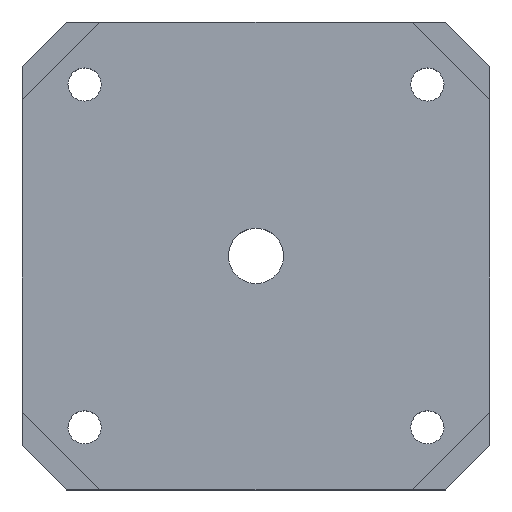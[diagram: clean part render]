
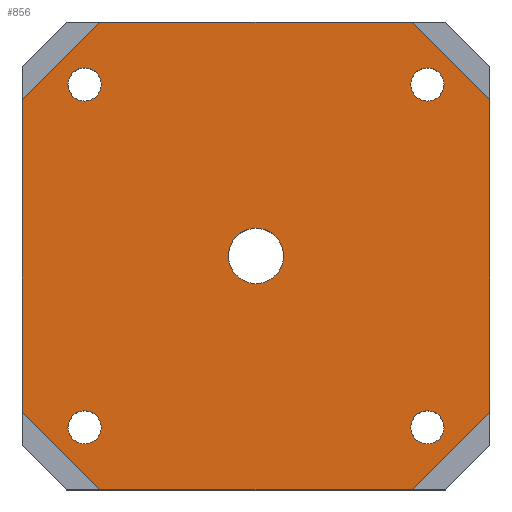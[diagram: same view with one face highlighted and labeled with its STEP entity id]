
A CAD part, top view. The second image highlights one B-rep face of the part: STEP entity #856.
In plain terms, the highlighted planar face has unit normal (0, 0, 1).
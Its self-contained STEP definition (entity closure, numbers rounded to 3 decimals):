
#54=CARTESIAN_POINT('',(14.0,-15.5,10.0));
#55=VERTEX_POINT('',#54);
#70=CARTESIAN_POINT('',(15.5,-15.5,10.0));
#71=DIRECTION('',(0.0,0.0,-1.0));
#72=DIRECTION('',(-1.0,0.0,0.0));
#73=AXIS2_PLACEMENT_3D('',#70,#71,#72);
#74=CIRCLE('',#73,1.5);
#75=EDGE_CURVE('',#55,#55,#74,.T.);
#87=CARTESIAN_POINT('',(-17.0,-15.5,10.0));
#88=VERTEX_POINT('',#87);
#103=CARTESIAN_POINT('',(-15.5,-15.5,10.0));
#104=DIRECTION('',(0.0,0.0,-1.0));
#105=DIRECTION('',(-1.0,0.0,0.0));
#106=AXIS2_PLACEMENT_3D('',#103,#104,#105);
#107=CIRCLE('',#106,1.5);
#108=EDGE_CURVE('',#88,#88,#107,.T.);
#120=CARTESIAN_POINT('',(-17.0,15.5,10.0));
#121=VERTEX_POINT('',#120);
#136=CARTESIAN_POINT('',(-15.5,15.5,10.0));
#137=DIRECTION('',(0.0,0.0,-1.0));
#138=DIRECTION('',(-1.0,0.0,0.0));
#139=AXIS2_PLACEMENT_3D('',#136,#137,#138);
#140=CIRCLE('',#139,1.5);
#141=EDGE_CURVE('',#121,#121,#140,.T.);
#153=CARTESIAN_POINT('',(14.0,15.5,10.0));
#154=VERTEX_POINT('',#153);
#169=CARTESIAN_POINT('',(15.5,15.5,10.0));
#170=DIRECTION('',(0.0,0.0,-1.0));
#171=DIRECTION('',(-1.0,0.0,0.0));
#172=AXIS2_PLACEMENT_3D('',#169,#170,#171);
#173=CIRCLE('',#172,1.5);
#174=EDGE_CURVE('',#154,#154,#173,.T.);
#329=CARTESIAN_POINT('',(-21.15,-14.15,10.0));
#330=VERTEX_POINT('',#329);
#337=CARTESIAN_POINT('',(-21.15,14.15,10.0));
#338=VERTEX_POINT('',#337);
#339=CARTESIAN_POINT('',(-21.15,14.15,10.0));
#340=DIRECTION('',(0.,-1.0,0.0));
#341=VECTOR('',#340,28.3);
#342=LINE('',#339,#341);
#343=EDGE_CURVE('',#338,#330,#342,.T.);
#407=CARTESIAN_POINT('',(14.15,-21.15,10.0));
#408=VERTEX_POINT('',#407);
#415=CARTESIAN_POINT('',(-14.15,-21.15,10.0));
#416=VERTEX_POINT('',#415);
#417=CARTESIAN_POINT('',(-14.15,-21.15,10.0));
#418=DIRECTION('',(1.0,0.0,-0.0));
#419=VECTOR('',#418,28.3);
#420=LINE('',#417,#419);
#421=EDGE_CURVE('',#416,#408,#420,.T.);
#478=CARTESIAN_POINT('',(21.15,14.15,10.0));
#479=VERTEX_POINT('',#478);
#486=CARTESIAN_POINT('',(21.15,-14.15,10.0));
#487=VERTEX_POINT('',#486);
#488=CARTESIAN_POINT('',(21.15,-14.15,10.0));
#489=DIRECTION('',(0.,1.0,0.0));
#490=VECTOR('',#489,28.3);
#491=LINE('',#488,#490);
#492=EDGE_CURVE('',#487,#479,#491,.T.);
#558=CARTESIAN_POINT('',(-14.15,21.15,10.0));
#559=VERTEX_POINT('',#558);
#566=CARTESIAN_POINT('',(14.15,21.15,10.0));
#567=VERTEX_POINT('',#566);
#568=CARTESIAN_POINT('',(14.15,21.15,10.0));
#569=DIRECTION('',(-1.0,0.0,0.0));
#570=VECTOR('',#569,28.3);
#571=LINE('',#568,#570);
#572=EDGE_CURVE('',#567,#559,#571,.T.);
#757=CARTESIAN_POINT('',(21.15,14.15,10.0));
#758=DIRECTION('',(-0.707,0.707,0.0));
#759=VECTOR('',#758,9.899);
#760=LINE('',#757,#759);
#761=EDGE_CURVE('',#479,#567,#760,.T.);
#774=CARTESIAN_POINT('',(14.15,-21.15,10.0));
#775=DIRECTION('',(0.707,0.707,0.0));
#776=VECTOR('',#775,9.899);
#777=LINE('',#774,#776);
#778=EDGE_CURVE('',#408,#487,#777,.T.);
#791=CARTESIAN_POINT('',(-21.15,-14.15,10.0));
#792=DIRECTION('',(0.707,-0.707,0.0));
#793=VECTOR('',#792,9.899);
#794=LINE('',#791,#793);
#795=EDGE_CURVE('',#330,#416,#794,.T.);
#808=CARTESIAN_POINT('',(-14.15,21.15,10.0));
#809=DIRECTION('',(-0.707,-0.707,0.0));
#810=VECTOR('',#809,9.899);
#811=LINE('',#808,#810);
#812=EDGE_CURVE('',#559,#338,#811,.T.);
#818=CARTESIAN_POINT('',(0.0,0.0,10.0));
#819=DIRECTION('',(0.0,0.0,-1.0));
#820=DIRECTION('',(-1.0,0.0,0.0));
#821=AXIS2_PLACEMENT_3D('',#818,#819,#820);
#822=PLANE('',#821);
#823=CARTESIAN_POINT('',(-2.5,0.,10.0));
#824=VERTEX_POINT('',#823);
#825=CARTESIAN_POINT('',(0.0,0.0,10.0));
#826=DIRECTION('',(0.0,0.0,-1.0));
#827=DIRECTION('',(-1.0,0.0,0.0));
#828=AXIS2_PLACEMENT_3D('',#825,#826,#827);
#829=CIRCLE('',#828,2.5);
#830=EDGE_CURVE('',#824,#824,#829,.T.);
#831=ORIENTED_EDGE('',*,*,#830,.T.);
#832=EDGE_LOOP('',(#831));
#833=FACE_BOUND('',#832,.T.);
#834=ORIENTED_EDGE('',*,*,#75,.T.);
#835=EDGE_LOOP('',(#834));
#836=FACE_BOUND('',#835,.T.);
#837=ORIENTED_EDGE('',*,*,#108,.T.);
#838=EDGE_LOOP('',(#837));
#839=FACE_BOUND('',#838,.T.);
#840=ORIENTED_EDGE('',*,*,#141,.T.);
#841=EDGE_LOOP('',(#840));
#842=FACE_BOUND('',#841,.T.);
#843=ORIENTED_EDGE('',*,*,#174,.T.);
#844=EDGE_LOOP('',(#843));
#845=FACE_BOUND('',#844,.T.);
#846=ORIENTED_EDGE('',*,*,#572,.T.);
#847=ORIENTED_EDGE('',*,*,#812,.T.);
#848=ORIENTED_EDGE('',*,*,#343,.T.);
#849=ORIENTED_EDGE('',*,*,#795,.T.);
#850=ORIENTED_EDGE('',*,*,#421,.T.);
#851=ORIENTED_EDGE('',*,*,#778,.T.);
#852=ORIENTED_EDGE('',*,*,#492,.T.);
#853=ORIENTED_EDGE('',*,*,#761,.T.);
#854=EDGE_LOOP('',(#846,#847,#848,#849,#850,#851,#852,#853));
#855=FACE_BOUND('',#854,.T.);
#856=ADVANCED_FACE('',(#833,#836,#839,#842,#845,#855),#822,.F.);
